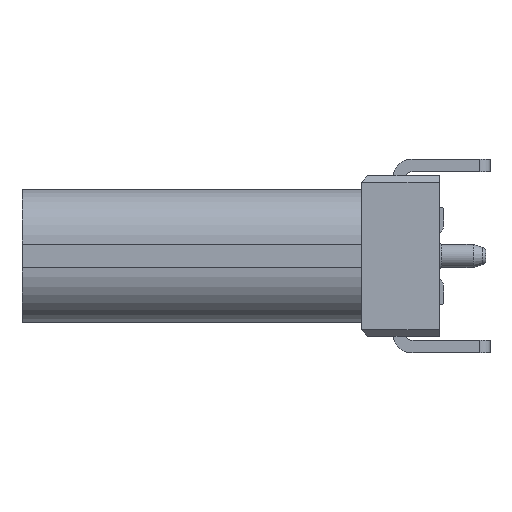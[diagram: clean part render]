
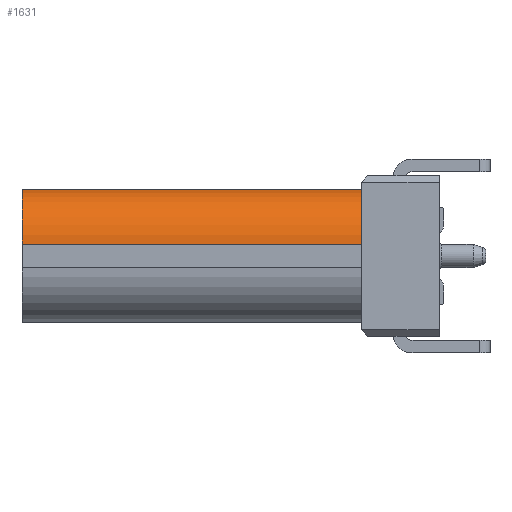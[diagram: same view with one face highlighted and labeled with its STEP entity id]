
A CAD part, left-side view. The second image highlights one B-rep face of the part: STEP entity #1631.
In plain terms, the highlighted cylindrical face has radius 1.3 mm (diameter 2.6 mm), a partial arc.
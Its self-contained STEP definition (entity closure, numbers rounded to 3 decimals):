
#1631=ADVANCED_FACE('NONE',(#3127),#3128,.T.);
#3127=FACE_OUTER_BOUND('',#6824,.T.);
#3128=CYLINDRICAL_SURFACE('',#6825,1.3);
#6824=EDGE_LOOP('',(#9498,#9499,#9500,#9501));
#6825=AXIS2_PLACEMENT_3D('',#9502,#9503,#9504);
#9498=ORIENTED_EDGE('',*,*,#17023,.F.);
#9499=ORIENTED_EDGE('',*,*,#17024,.T.);
#9500=ORIENTED_EDGE('',*,*,#17025,.T.);
#9501=ORIENTED_EDGE('',*,*,#16962,.F.);
#9502=CARTESIAN_POINT('',(-3.17,9.3,0.28));
#9503=DIRECTION('',(0.,-1.0,0.));
#9504=DIRECTION('',(-1.0,0.,0.));
#16962=EDGE_CURVE('NONE',#21259,#21262,#21263,.T.);
#17023=EDGE_CURVE('NONE',#21375,#21259,#21376,.T.);
#17024=EDGE_CURVE('NONE',#21375,#21377,#21378,.T.);
#17025=EDGE_CURVE('NONE',#21377,#21262,#21379,.T.);
#21259=VERTEX_POINT('NONE',#25352);
#21262=VERTEX_POINT('NONE',#25356);
#21263=LINE('',#25357,#25358);
#21375=VERTEX_POINT('NONE',#25505);
#21376=CIRCLE('',#25506,1.3);
#21377=VERTEX_POINT('NONE',#25507);
#21378=LINE('',#25508,#25509);
#21379=CIRCLE('',#25510,1.3);
#25352=CARTESIAN_POINT('',(-3.17,10.,1.58));
#25356=CARTESIAN_POINT('',(-3.17,1.95,1.58));
#25357=CARTESIAN_POINT('',(-3.17,9.3,1.58));
#25358=VECTOR('',#30443,1000.0);
#25505=CARTESIAN_POINT('',(-4.47,10.,0.28));
#25506=AXIS2_PLACEMENT_3D('',#30554,#30555,#30556);
#25507=CARTESIAN_POINT('',(-4.47,1.95,0.28));
#25508=CARTESIAN_POINT('',(-4.47,9.3,0.28));
#25509=VECTOR('',#30557,1000.0);
#25510=AXIS2_PLACEMENT_3D('',#30558,#30559,#30560);
#30443=DIRECTION('',(0.,-1.0,0.));
#30554=CARTESIAN_POINT('',(-3.17,10.,0.28));
#30555=DIRECTION('',(0.,1.0,0.));
#30556=DIRECTION('',(1.0,0.,0.));
#30557=DIRECTION('',(0.,-1.0,0.));
#30558=CARTESIAN_POINT('',(-3.17,1.95,0.28));
#30559=DIRECTION('',(0.,1.0,0.));
#30560=DIRECTION('',(-1.0,0.,0.));
